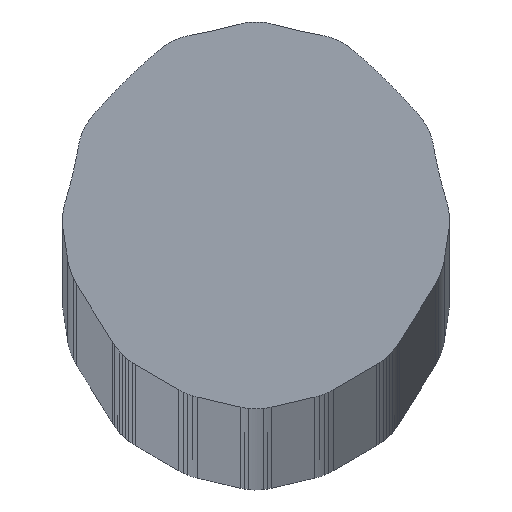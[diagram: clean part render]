
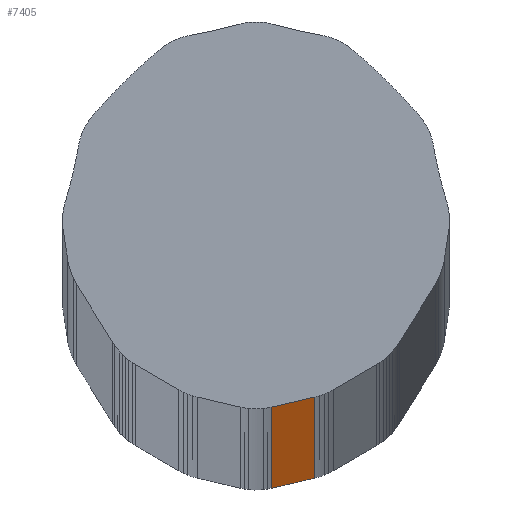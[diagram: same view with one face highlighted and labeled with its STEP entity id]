
A CAD part, top view. The second image highlights one B-rep face of the part: STEP entity #7405.
In plain terms, the highlighted planar face has unit normal (0.227, -0.974, 0).
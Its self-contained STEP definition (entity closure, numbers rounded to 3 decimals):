
#228 = CARTESIAN_POINT ( 'NONE',  ( 0.976, -12.388, -3000. ) ) ;
#279 = ORIENTED_EDGE ( 'NONE', *, *, #1460, .T. ) ;
#397 = DIRECTION ( 'NONE',  ( 0.227, -0.974, 0. ) ) ;
#554 = VERTEX_POINT ( 'NONE', #10120 ) ;
#744 = VECTOR ( 'NONE', #9993, 1000. ) ;
#856 = CARTESIAN_POINT ( 'NONE',  ( 3.806, -11.729, -3000. ) ) ;
#1460 = EDGE_CURVE ( 'NONE', #2050, #2900, #3858, .T. ) ;
#1889 = VECTOR ( 'NONE', #2776, 1000. ) ;
#1893 = CARTESIAN_POINT ( 'NONE',  ( 3.806, -11.729, 0. ) ) ;
#2050 = VERTEX_POINT ( 'NONE', #856 ) ;
#2776 = DIRECTION ( 'NONE',  ( 0., 0., 1. ) ) ;
#2823 = ORIENTED_EDGE ( 'NONE', *, *, #5389, .T. ) ;
#2900 = VERTEX_POINT ( 'NONE', #1893 ) ;
#3029 = LINE ( 'NONE', #4187, #744 ) ;
#3858 = LINE ( 'NONE', #8586, #1889 ) ;
#4187 = CARTESIAN_POINT ( 'NONE',  ( 2.786, -11.967, -3000. ) ) ;
#5079 = VECTOR ( 'NONE', #8392, 1000. ) ;
#5298 = DIRECTION ( 'NONE',  ( 0., 0., 1. ) ) ;
#5389 = EDGE_CURVE ( 'NONE', #10418, #2050, #3029, .T. ) ;
#5989 = VECTOR ( 'NONE', #5298, 1000. ) ;
#6288 = DIRECTION ( 'NONE',  ( 0.974, 0.227, 0. ) ) ;
#6623 = EDGE_CURVE ( 'NONE', #554, #2900, #7293, .T. ) ;
#6759 = EDGE_CURVE ( 'NONE', #10418, #554, #8740, .T. ) ;
#6968 = EDGE_LOOP ( 'NONE', ( #7537, #8044, #2823, #279 ) ) ;
#7293 = LINE ( 'NONE', #10055, #5079 ) ;
#7405 = ADVANCED_FACE ( 'NONE', ( #8013 ), #7930, .T. ) ;
#7537 = ORIENTED_EDGE ( 'NONE', *, *, #6623, .F. ) ;
#7930 = PLANE ( 'NONE',  #10430 ) ;
#8013 = FACE_OUTER_BOUND ( 'NONE', #6968, .T. ) ;
#8044 = ORIENTED_EDGE ( 'NONE', *, *, #6759, .F. ) ;
#8392 = DIRECTION ( 'NONE',  ( 0.974, 0.227, 0. ) ) ;
#8586 = CARTESIAN_POINT ( 'NONE',  ( 3.806, -11.729, -3000. ) ) ;
#8733 = CARTESIAN_POINT ( 'NONE',  ( 2.786, -11.967, -3000. ) ) ;
#8740 = LINE ( 'NONE', #228, #5989 ) ;
#9993 = DIRECTION ( 'NONE',  ( 0.974, 0.227, 0. ) ) ;
#10025 = CARTESIAN_POINT ( 'NONE',  ( 0.976, -12.388, -3000. ) ) ;
#10055 = CARTESIAN_POINT ( 'NONE',  ( 2.786, -11.967, 0. ) ) ;
#10120 = CARTESIAN_POINT ( 'NONE',  ( 0.976, -12.388, 0. ) ) ;
#10418 = VERTEX_POINT ( 'NONE', #10025 ) ;
#10430 = AXIS2_PLACEMENT_3D ( 'NONE', #8733, #397, #6288 ) ;
